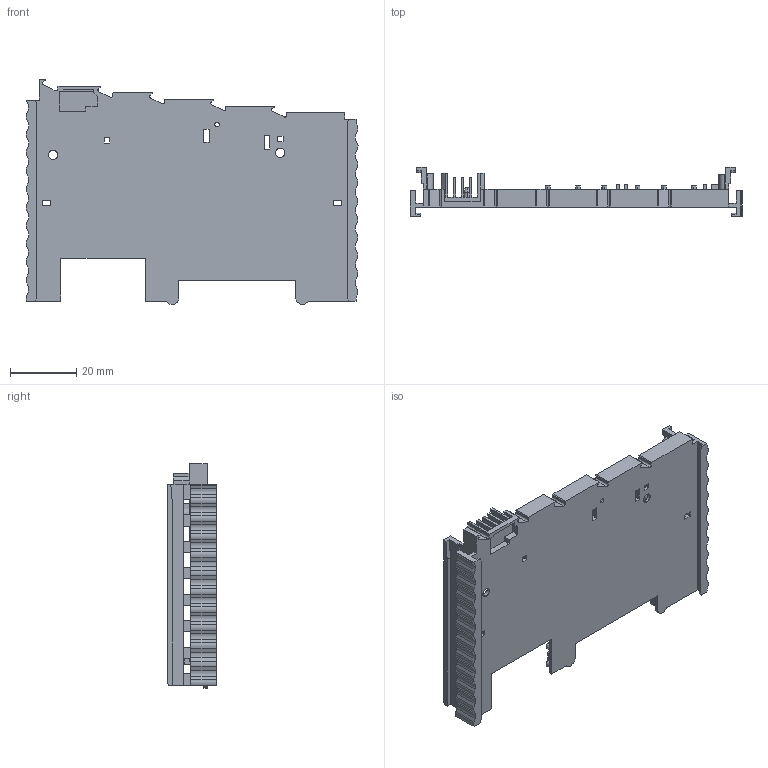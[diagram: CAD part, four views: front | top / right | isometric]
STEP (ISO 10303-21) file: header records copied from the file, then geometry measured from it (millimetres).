
FILE_DESCRIPTION (( 'STEP AP214' ), '1' );
FILE_NAME ('Äåòàëü1.STEP', '2023-06-26T13:14:36', ( '' ), ( '' ), 'SwSTEP 2.0', 'SolidWorks 2018', '' );
FILE_SCHEMA (( 'AUTOMOTIVE_DESIGN' ));
Length unit declared in the file: millimetre
Products named in the file (1): 櫻蠉錪1
Bounding box: 100.39 x 14.8 x 68 mm (x, y, z)
Volume: 12338.7 mm3; surface area: 21874 mm2
Topology: 1 solids, 1 shells, 1092 faces, 3107 edges, 2024 vertices
Faces by surface type: plane 774, cylinder 262, cone 56
Entity records: 35301 total; most frequent: CARTESIAN_POINT 6350, ORIENTED_EDGE 6214, DIRECTION 5875, EDGE_CURVE 3107, VECTOR 2441, LINE 2441, VERTEX_POINT 2024, AXIS2_PLACEMENT_3D 1717
